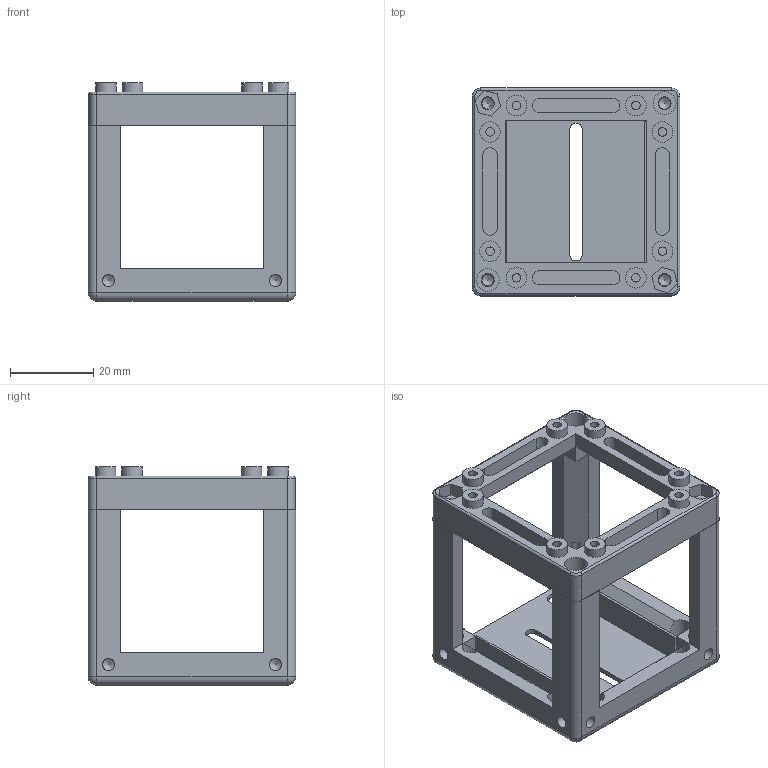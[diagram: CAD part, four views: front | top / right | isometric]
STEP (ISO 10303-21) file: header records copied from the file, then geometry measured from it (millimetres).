
FILE_DESCRIPTION(/* description */ (''),/* implementation_level */ '2;1');
FILE_NAME(/* name */ 'Assembly_Cube_Insert_Laser_Decentered_Galvo_v3.iam.step',/* time_stamp */ '2022-11-29T09:04:49+01:00',/* author */ ('B'),/* organization */ (''),/* preprocessor_version */ 'ST-DEVELOPER v18.1',/* originating_system */ 'Autodesk Inventor 2022',/* authorisation */ '');
FILE_SCHEMA (('AUTOMOTIVE_DESIGN { 1 0 10303 214 3 1 1 }'));
Length unit declared in the file: millimetre
Products named in the file (3): 20_Cube_Insert_Laser_Decentered_Galvo_lid; 10_Cube_1x1_v2; 20_Cube_Insert_Laser_Decentered_Galvo_lid_1
Assembly tree (2 placements, depth 2):
  20_Cube_Insert_Laser_Decentered_Galvo_lid
    10_Cube_1x1_v2
    20_Cube_Insert_Laser_Decentered_Galvo_lid_1
Bounding box: 49.8 x 49.8 x 52.3 mm (x, y, z)
Volume: 21973.7 mm3; surface area: 18967.7 mm2
Topology: 2 solids, 2 shells, 237 faces, 678 edges, 427 vertices
Faces by surface type: plane 122, cylinder 90, cone 17, sphere 4, torus 4
Full cylindrical faces by diameter (mm): 2.05 x8, 2.8 x11, 2.9 x16, 3.1 x4, 4.7 x8, 4.95 x8, 5.5 x6
Entity records: 8311 total; most frequent: CARTESIAN_POINT 1885, ORIENTED_EDGE 1322, DIRECTION 1311, EDGE_CURVE 661, AXIS2_PLACEMENT_3D 465, VERTEX_POINT 427, LINE 381, VECTOR 381
